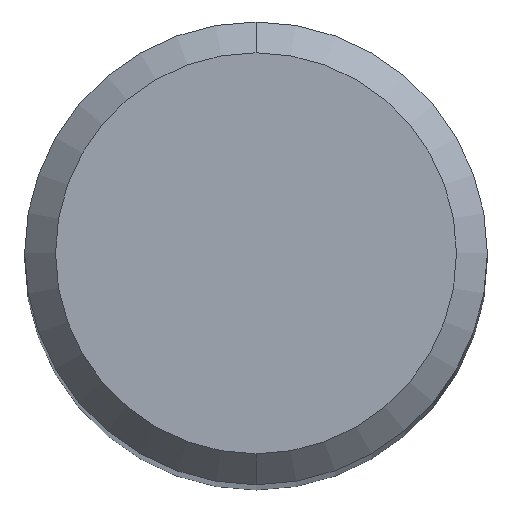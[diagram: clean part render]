
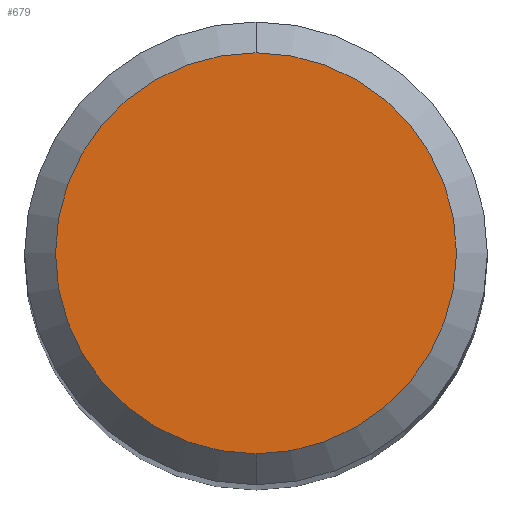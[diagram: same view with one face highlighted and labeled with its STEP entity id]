
A CAD part, top view. The second image highlights one B-rep face of the part: STEP entity #679.
In plain terms, the highlighted planar face has unit normal (0, 0, 1).
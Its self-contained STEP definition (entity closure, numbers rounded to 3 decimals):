
#467=VERTEX_POINT('',#1052);
#475=EDGE_CURVE('',#467,#675,#1061,.T.);
#545=EDGE_CURVE('',#675,#467,#1135,.T.);
#675=VERTEX_POINT('',#1277);
#679=ADVANCED_FACE('',(#1282),#1283,.T.);
#1052=CARTESIAN_POINT('',(0.0,2.6,0.0));
#1061=CIRCLE('',#2105,2.6);
#1135=CIRCLE('',#2361,2.6);
#1277=CARTESIAN_POINT('',(0.,-2.6,0.0));
#1282=FACE_OUTER_BOUND('',#3395,.T.);
#1283=PLANE('',#3396);
#2105=AXIS2_PLACEMENT_3D('',#5762,#5763,#5764);
#2361=AXIS2_PLACEMENT_3D('',#5815,#5816,#5817);
#3395=EDGE_LOOP('',(#5967,#5968));
#3396=AXIS2_PLACEMENT_3D('',#5969,#5970,#5971);
#5762=CARTESIAN_POINT('',(0.0,0.0,0.0));
#5763=DIRECTION('',(0.0,0.0,-1.0));
#5764=DIRECTION('',(0.0,1.0,0.0));
#5815=CARTESIAN_POINT('',(0.0,0.0,0.0));
#5816=DIRECTION('',(0.0,0.0,-1.0));
#5817=DIRECTION('',(0.0,1.0,0.0));
#5967=ORIENTED_EDGE('',*,*,#475,.F.);
#5968=ORIENTED_EDGE('',*,*,#545,.F.);
#5969=CARTESIAN_POINT('',(0.0,1.3,0.0));
#5970=DIRECTION('',(-0.0,0.0,1.0));
#5971=DIRECTION('',(0.0,-1.0,0.0));
